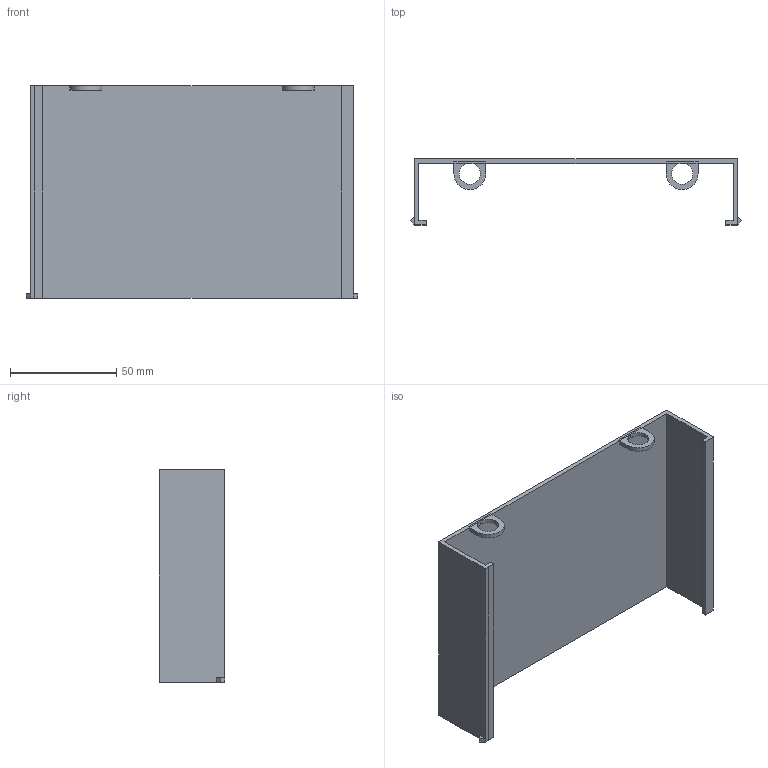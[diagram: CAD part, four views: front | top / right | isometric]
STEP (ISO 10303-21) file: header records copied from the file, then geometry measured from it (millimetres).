
FILE_DESCRIPTION(('FreeCAD Model'),'2;1');
FILE_NAME('Open CASCADE Shape Model','2024-12-07T11:21:54',(''),(''), 'Open CASCADE STEP processor 7.8','FreeCAD','Unknown');
FILE_SCHEMA(('AUTOMOTIVE_DESIGN { 1 0 10303 214 1 1 1 1 }'));
Length unit declared in the file: millimetre
Products named in the file (1): Guard3
Bounding box: 156 x 31 x 100 mm (x, y, z)
Volume: 43755.3 mm3; surface area: 45229.8 mm2
Topology: 1 solids, 1 shells, 39 faces, 109 edges, 65 vertices
Faces by surface type: plane 33, cylinder 6
Entity records: 2592 total; most frequent: CARTESIAN_POINT 419, DIRECTION 407, LINE 291, VECTOR 291, ORIENTED_EDGE 210, PCURVE 210, DEFINITIONAL_REPRESENTATION 210, EDGE_CURVE 105
